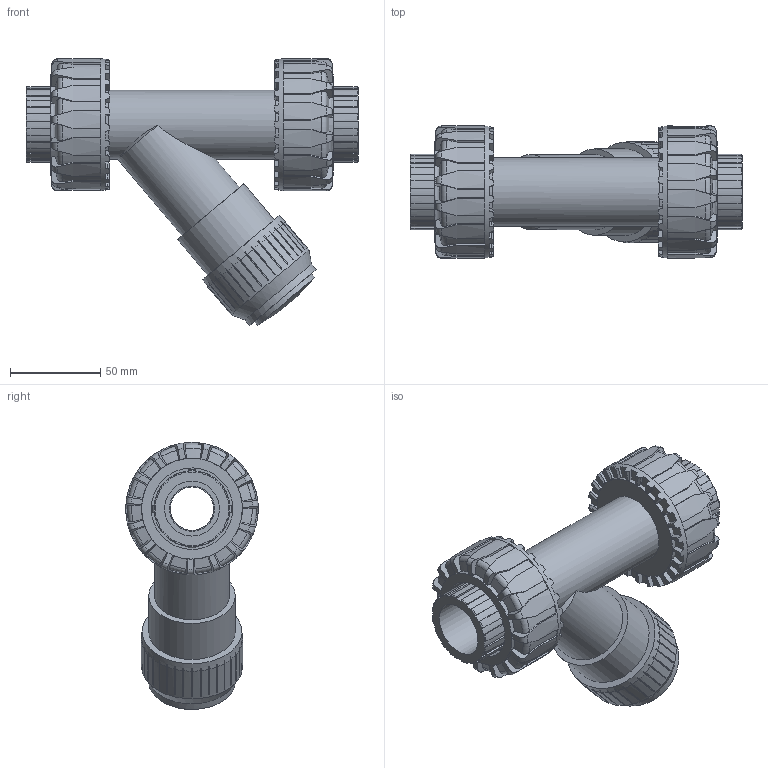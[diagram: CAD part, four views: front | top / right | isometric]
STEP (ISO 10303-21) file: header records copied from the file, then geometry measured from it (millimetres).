
FILE_DESCRIPTION(/* description */ (''),/* implementation_level */ '2;1');
FILE_NAME(/* name */ 'RVUFV100E.iam.stp',/* time_stamp */ '2013-10-01T10:22:31+02:00',/* author */ ('bfaro'),/* organization */ (''),/* preprocessor_version */ 'ST-DEVELOPER v15.2',/* originating_system */ 'Autodesk Inventor 2014',/* authorisation */ '');
FILE_SCHEMA (('CONFIG_CONTROL_DESIGN','AUTOMOTIVE_DESIGN { 1 0 10303 214 3 1 1 }'));
Length unit declared in the file: millimetre
Products named in the file (5): cassa RVU-V 32; Coperchio RV 32; ENDFV100; NTVKD032V; RVUFV100E
Bounding box: 183.6 x 73.2 x 147.68 mm (x, y, z)
Volume: 437580 mm3; surface area: 119018.8 mm2
Topology: 6 solids, 6 shells, 978 faces, 2805 edges, 1848 vertices
Faces by surface type: plane 636, cylinder 203, torus 92, cone 34, bspline 12, sphere 1
Full cylindrical faces by diameter (mm): 24 x1, 25 x2, 30.3 x2, 32.5 x1, 35 x1, 38 x1, 41.4 x1, 41.476 x1, 42 x2, 45.1 x2, 47.803 x1, 50.7 x2, 51.3 x2, 55.8 x2, 56 x1, 59 x2
Entity records: 19723 total; most frequent: CARTESIAN_POINT 4249, DIRECTION 3379, ORIENTED_EDGE 3242, EDGE_CURVE 1621, AXIS2_PLACEMENT_3D 1300, VERTEX_POINT 1080, LINE 779, VECTOR 779
